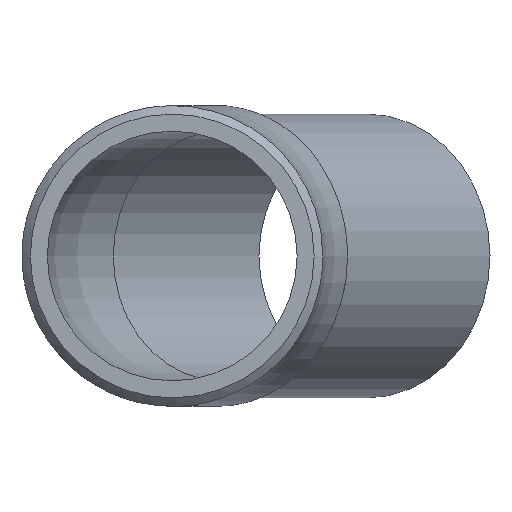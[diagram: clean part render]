
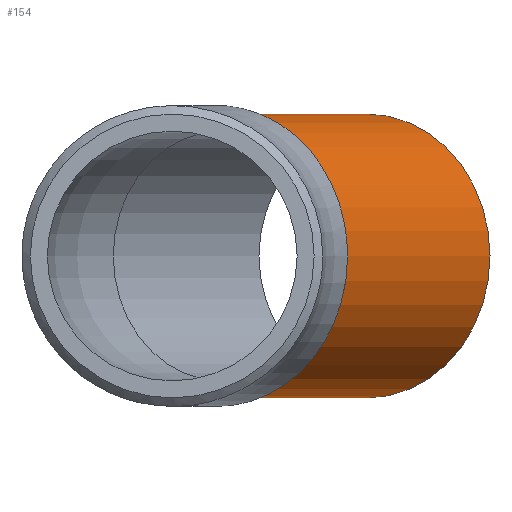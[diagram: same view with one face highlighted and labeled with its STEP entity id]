
A CAD part, front view. The second image highlights one B-rep face of the part: STEP entity #154.
In plain terms, the highlighted cylindrical face has radius 37.5 mm (diameter 75 mm), a full revolution.
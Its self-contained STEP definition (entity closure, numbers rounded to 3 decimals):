
#22=CYLINDRICAL_SURFACE('',#193,37.5);
#32=FACE_OUTER_BOUND('',#42,.T.);
#42=EDGE_LOOP('',(#137,#138,#139,#140));
#47=CIRCLE('',#177,37.5);
#58=CIRCLE('',#194,37.5);
#66=LINE('',#480,#72);
#72=VECTOR('',#238,37.5);
#73=VERTEX_POINT('',#330);
#84=VERTEX_POINT('',#479);
#87=EDGE_CURVE('',#73,#73,#47,.T.);
#103=EDGE_CURVE('',#73,#84,#66,.T.);
#104=EDGE_CURVE('',#84,#84,#58,.T.);
#137=ORIENTED_EDGE('',*,*,#87,.F.);
#138=ORIENTED_EDGE('',*,*,#103,.T.);
#139=ORIENTED_EDGE('',*,*,#104,.F.);
#140=ORIENTED_EDGE('',*,*,#103,.F.);
#154=ADVANCED_FACE('',(#32),#22,.T.);
#177=AXIS2_PLACEMENT_3D('',#354,#200,#201);
#193=AXIS2_PLACEMENT_3D('',#478,#236,#237);
#194=AXIS2_PLACEMENT_3D('',#481,#239,#240);
#200=DIRECTION('center_axis',(-0.5,-0.866,0.));
#201=DIRECTION('ref_axis',(-0.866,0.5,0.));
#236=DIRECTION('center_axis',(-0.5,-0.866,0.));
#237=DIRECTION('ref_axis',(-0.866,0.5,0.));
#238=DIRECTION('',(0.5,0.866,0.));
#239=DIRECTION('center_axis',(0.5,0.866,0.));
#240=DIRECTION('ref_axis',(-0.866,0.5,0.));
#330=CARTESIAN_POINT('',(45.476,106.767,0.));
#354=CARTESIAN_POINT('Origin',(13.,125.517,0.));
#478=CARTESIAN_POINT('Origin',(51.5,192.201,0.));
#479=CARTESIAN_POINT('',(83.976,173.451,0.));
#480=CARTESIAN_POINT('',(83.976,173.451,0.));
#481=CARTESIAN_POINT('Origin',(51.5,192.201,0.));
